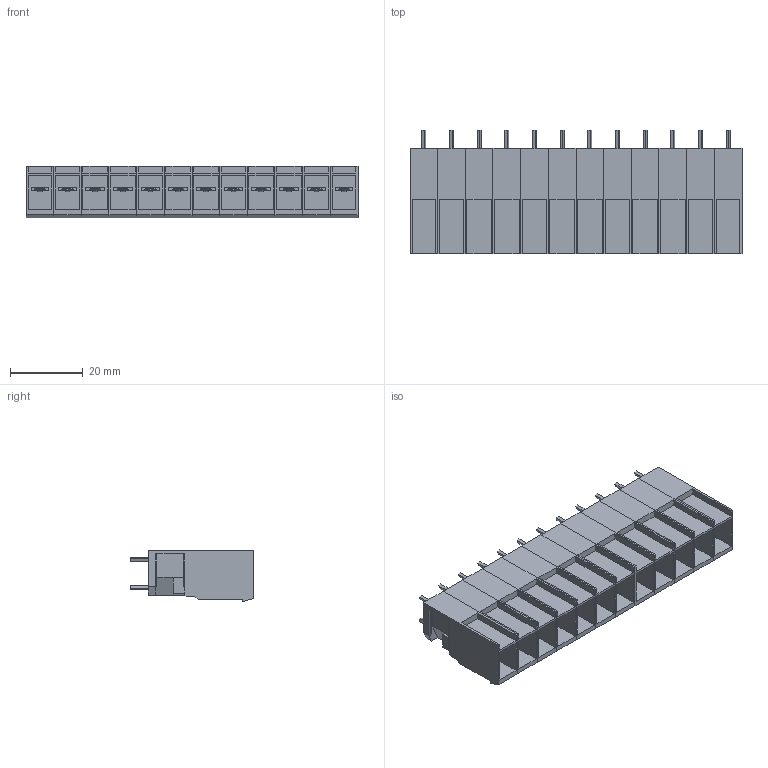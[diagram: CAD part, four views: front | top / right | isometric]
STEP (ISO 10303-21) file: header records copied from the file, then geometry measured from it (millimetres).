
FILE_DESCRIPTION((''),'2;1');
FILE_NAME('20020620-M12_ASM','2009-10-21T',('chenw'),('FCI - ELECTRONICS'),'PRO/ENGINEER BY PARAMETRIC TECHNOLOGY CORPORATION, 2008010','PRO/ENGINEER BY PARAMETRIC TECHNOLOGY CORPORATION, 2008010','');
FILE_SCHEMA(('CONFIG_CONTROL_DESIGN'));
Length unit declared in the file: millimetre
Products named in the file (4): 20020620-M-LEM; 20020620-M-CM; 20020620-M-REM; 20020620-M12_ASM
Assembly tree (12 placements, depth 2):
  20020620-M12_ASM
    20020620-M-LEM
    20020620-M-CM  x10
    20020620-M-REM
Bounding box: 91.44 x 34 x 14.2 mm (x, y, z)
Volume: 21298.5 mm3; surface area: 24911.8 mm2
Topology: 24 solids, 24 shells, 758 faces, 1858 edges, 1196 vertices
Faces by surface type: plane 730, cylinder 28
Entity records: 6510 total; most frequent: CARTESIAN_POINT 1128, ORIENTED_EDGE 1088, DIRECTION 1032, EDGE_CURVE 544, VECTOR 524, LINE 524, VERTEX_POINT 350, AXIS2_PLACEMENT_3D 254
